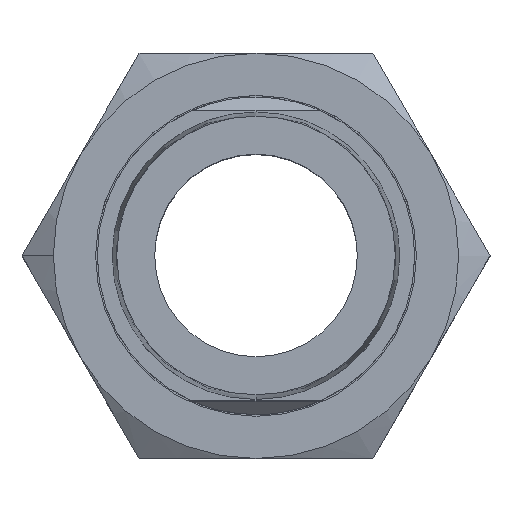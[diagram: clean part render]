
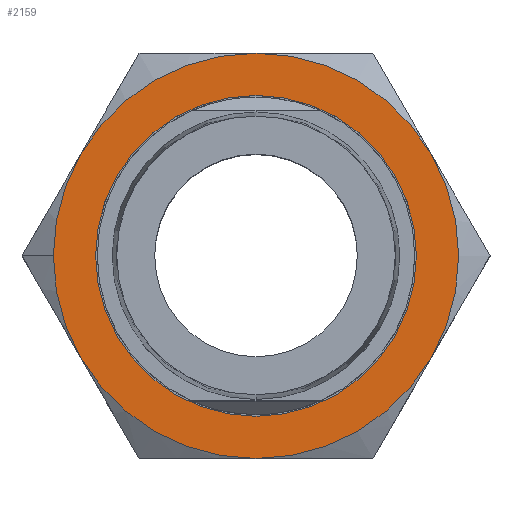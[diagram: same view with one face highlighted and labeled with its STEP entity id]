
A CAD part, top view. The second image highlights one B-rep face of the part: STEP entity #2159.
In plain terms, the highlighted planar face has unit normal (0, 0, 1).
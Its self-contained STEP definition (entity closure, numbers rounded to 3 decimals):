
#716 = CARTESIAN_POINT ( 'NONE',  ( 25.981, 15., 11.5 ) ) ;
#743 = CIRCLE ( 'NONE', #746, 30. ) ;
#746 = AXIS2_PLACEMENT_3D ( 'NONE', #751, #761, #747 ) ;
#747 = DIRECTION ( 'NONE',  ( 1., 0., 0. ) ) ;
#751 = CARTESIAN_POINT ( 'NONE',  ( 0., 0., 11.5 ) ) ;
#761 = DIRECTION ( 'NONE',  ( 0., 0., 1. ) ) ;
#764 = CARTESIAN_POINT ( 'NONE',  ( 0., 30., 11.5 ) ) ;
#773 = CARTESIAN_POINT ( 'NONE',  ( 25.981, -15., 11.5 ) ) ;
#1043 = DIRECTION ( 'NONE',  ( 1., 0., 0. ) ) ;
#1044 = DIRECTION ( 'NONE',  ( 0., 0., 1. ) ) ;
#1045 = CARTESIAN_POINT ( 'NONE',  ( 0., 0., 11.5 ) ) ;
#1046 = AXIS2_PLACEMENT_3D ( 'NONE', #1045, #1044, #1043 ) ;
#1047 = CIRCLE ( 'NONE', #1046, 23.75 ) ;
#1057 = CARTESIAN_POINT ( 'NONE',  ( -23.75, 0., 11.5 ) ) ;
#1108 = CIRCLE ( 'NONE', #1115, 23.75 ) ;
#1114 = DIRECTION ( 'NONE',  ( 0., 0., 1. ) ) ;
#1115 = AXIS2_PLACEMENT_3D ( 'NONE', #1123, #1114, #1122 ) ;
#1122 = DIRECTION ( 'NONE',  ( 1., 0., 0. ) ) ;
#1123 = CARTESIAN_POINT ( 'NONE',  ( 0., 0., 11.5 ) ) ;
#1143 = CARTESIAN_POINT ( 'NONE',  ( -30., 0., 11.5 ) ) ;
#1156 = CARTESIAN_POINT ( 'NONE',  ( -25.981, -15., 11.5 ) ) ;
#1327 = DIRECTION ( 'NONE',  ( -1., 0., 0. ) ) ;
#1328 = DIRECTION ( 'NONE',  ( 0., 0., -1. ) ) ;
#1329 = CARTESIAN_POINT ( 'NONE',  ( 0., 30., 11.5 ) ) ;
#1341 = AXIS2_PLACEMENT_3D ( 'NONE', #1329, #1328, #1327 ) ;
#1342 = PLANE ( 'NONE',  #1341 ) ;
#1345 = FACE_OUTER_BOUND ( 'NONE', #2127, .T. ) ;
#1346 = FACE_BOUND ( 'NONE', #2148, .T. ) ;
#1387 = DIRECTION ( 'NONE',  ( 0., 0., 1. ) ) ;
#1491 = DIRECTION ( 'NONE',  ( 1., 0., 0. ) ) ;
#1544 = CARTESIAN_POINT ( 'NONE',  ( 0., 0., 11.5 ) ) ;
#1545 = AXIS2_PLACEMENT_3D ( 'NONE', #1544, #1387, #1491 ) ;
#1546 = CIRCLE ( 'NONE', #1545, 30. ) ;
#1589 = DIRECTION ( 'NONE',  ( 0., 0., 1. ) ) ;
#1597 = CARTESIAN_POINT ( 'NONE',  ( 0., 0., 11.5 ) ) ;
#1598 = AXIS2_PLACEMENT_3D ( 'NONE', #1597, #1589, #1622 ) ;
#1622 = DIRECTION ( 'NONE',  ( 1., 0., 0. ) ) ;
#1625 = CIRCLE ( 'NONE', #1598, 30. ) ;
#1697 = EDGE_CURVE ( 'NONE', #1984, #2362, #2702, .T. ) ;
#1712 = EDGE_CURVE ( 'NONE', #1715, #1979, #2600, .T. ) ;
#1715 = VERTEX_POINT ( 'NONE', #2604 ) ;
#1733 = EDGE_CURVE ( 'NONE', #2381, #1715, #2674, .T. ) ;
#1869 = CARTESIAN_POINT ( 'NONE',  ( 0., -30., 11.5 ) ) ;
#1870 = DIRECTION ( 'NONE',  ( 1., 0., 0. ) ) ;
#1871 = DIRECTION ( 'NONE',  ( 0., 0., 1. ) ) ;
#1896 = CARTESIAN_POINT ( 'NONE',  ( 0., 0., 11.5 ) ) ;
#1897 = AXIS2_PLACEMENT_3D ( 'NONE', #1896, #1871, #1870 ) ;
#1898 = CIRCLE ( 'NONE', #1897, 30. ) ;
#1906 = CARTESIAN_POINT ( 'NONE',  ( 23.75, 0., 11.5 ) ) ;
#1907 = EDGE_CURVE ( 'NONE', #1910, #2365, #1047, .T. ) ;
#1910 = VERTEX_POINT ( 'NONE', #1057 ) ;
#1979 = VERTEX_POINT ( 'NONE', #1143 ) ;
#1984 = VERTEX_POINT ( 'NONE', #1156 ) ;
#1995 = EDGE_CURVE ( 'NONE', #2365, #1910, #1108, .T. ) ;
#2024 = EDGE_CURVE ( 'NONE', #1979, #1984, #1546, .T. ) ;
#2115 = ORIENTED_EDGE ( 'NONE', *, *, #1697, .T. ) ;
#2116 = ORIENTED_EDGE ( 'NONE', *, *, #2361, .T. ) ;
#2118 = ORIENTED_EDGE ( 'NONE', *, *, #2367, .T. ) ;
#2122 = ORIENTED_EDGE ( 'NONE', *, *, #1712, .T. ) ;
#2123 = ORIENTED_EDGE ( 'NONE', *, *, #2024, .T. ) ;
#2127 = EDGE_LOOP ( 'NONE', ( #2132, #2133, #2122, #2123, #2115, #2116, #2118 ) ) ;
#2132 = ORIENTED_EDGE ( 'NONE', *, *, #2383, .T. ) ;
#2133 = ORIENTED_EDGE ( 'NONE', *, *, #1733, .T. ) ;
#2141 = ORIENTED_EDGE ( 'NONE', *, *, #1995, .F. ) ;
#2148 = EDGE_LOOP ( 'NONE', ( #2141, #2162 ) ) ;
#2159 = ADVANCED_FACE ( 'NONE', ( #1346, #1345 ), #1342, .F. ) ;
#2162 = ORIENTED_EDGE ( 'NONE', *, *, #1907, .F. ) ;
#2361 = EDGE_CURVE ( 'NONE', #2362, #2388, #1898, .T. ) ;
#2362 = VERTEX_POINT ( 'NONE', #1869 ) ;
#2365 = VERTEX_POINT ( 'NONE', #1906 ) ;
#2367 = EDGE_CURVE ( 'NONE', #2388, #2377, #1625, .T. ) ;
#2377 = VERTEX_POINT ( 'NONE', #716 ) ;
#2381 = VERTEX_POINT ( 'NONE', #764 ) ;
#2383 = EDGE_CURVE ( 'NONE', #2377, #2381, #743, .T. ) ;
#2388 = VERTEX_POINT ( 'NONE', #773 ) ;
#2598 = CARTESIAN_POINT ( 'NONE',  ( 0., 0., 11.5 ) ) ;
#2599 = AXIS2_PLACEMENT_3D ( 'NONE', #2598, #2606, #2605 ) ;
#2600 = CIRCLE ( 'NONE', #2599, 30. ) ;
#2604 = CARTESIAN_POINT ( 'NONE',  ( -25.981, 15., 11.5 ) ) ;
#2605 = DIRECTION ( 'NONE',  ( 1., 0., 0. ) ) ;
#2606 = DIRECTION ( 'NONE',  ( 0., 0., 1. ) ) ;
#2674 = CIRCLE ( 'NONE', #2675, 30. ) ;
#2675 = AXIS2_PLACEMENT_3D ( 'NONE', #2679, #2678, #2677 ) ;
#2677 = DIRECTION ( 'NONE',  ( 1., 0., 0. ) ) ;
#2678 = DIRECTION ( 'NONE',  ( 0., 0., 1. ) ) ;
#2679 = CARTESIAN_POINT ( 'NONE',  ( 0., 0., 11.5 ) ) ;
#2701 = AXIS2_PLACEMENT_3D ( 'NONE', #2718, #2717, #2716 ) ;
#2702 = CIRCLE ( 'NONE', #2701, 30. ) ;
#2716 = DIRECTION ( 'NONE',  ( 1., 0., 0. ) ) ;
#2717 = DIRECTION ( 'NONE',  ( 0., 0., 1. ) ) ;
#2718 = CARTESIAN_POINT ( 'NONE',  ( 0., 0., 11.5 ) ) ;
